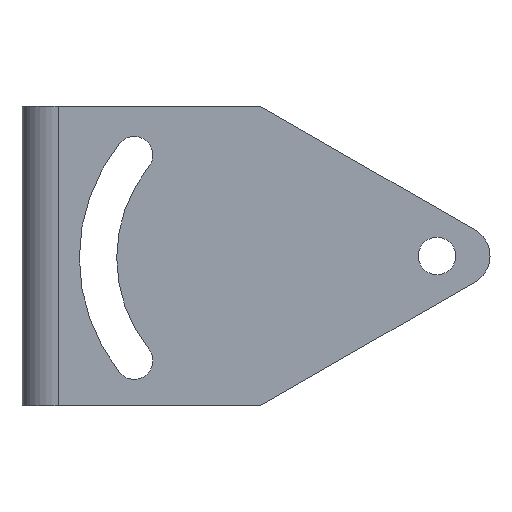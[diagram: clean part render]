
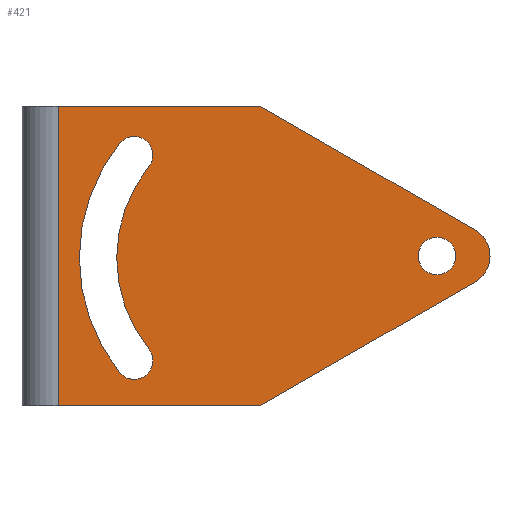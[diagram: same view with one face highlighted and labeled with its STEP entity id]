
A CAD part, left-side view. The second image highlights one B-rep face of the part: STEP entity #421.
In plain terms, the highlighted planar face has unit normal (-1, 0, 0).
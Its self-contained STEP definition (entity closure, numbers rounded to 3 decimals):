
#18=FACE_BOUND('',#80,.T.);
#19=FACE_BOUND('',#81,.T.);
#29=PLANE('',#486);
#52=FACE_OUTER_BOUND('',#79,.T.);
#79=EDGE_LOOP('',(#358,#359,#360,#361,#362,#363));
#80=EDGE_LOOP('',(#364,#365,#366,#367));
#81=EDGE_LOOP('',(#368));
#100=LINE('',#675,#136);
#103=LINE('',#680,#139);
#104=LINE('',#683,#140);
#121=LINE('',#733,#157);
#122=LINE('',#734,#158);
#136=VECTOR('',#547,10.);
#139=VECTOR('',#552,10.);
#140=VECTOR('',#555,10.);
#157=VECTOR('',#608,10.);
#158=VECTOR('',#609,10.);
#161=CIRCLE('',#449,2.5);
#163=CIRCLE('',#452,24.478);
#165=CIRCLE('',#455,2.5);
#167=CIRCLE('',#458,19.478);
#168=CIRCLE('',#460,2.5);
#171=CIRCLE('',#464,4.);
#184=VERTEX_POINT('',#628);
#185=VERTEX_POINT('',#630);
#187=VERTEX_POINT('',#636);
#189=VERTEX_POINT('',#642);
#190=VERTEX_POINT('',#649);
#194=VERTEX_POINT('',#658);
#195=VERTEX_POINT('',#660);
#200=VERTEX_POINT('',#674);
#201=VERTEX_POINT('',#678);
#202=VERTEX_POINT('',#682);
#217=VERTEX_POINT('',#729);
#220=EDGE_CURVE('',#185,#184,#161,.T.);
#223=EDGE_CURVE('',#187,#185,#163,.T.);
#226=EDGE_CURVE('',#189,#187,#165,.T.);
#229=EDGE_CURVE('',#184,#189,#167,.T.);
#230=EDGE_CURVE('',#190,#190,#168,.T.);
#235=EDGE_CURVE('',#194,#195,#171,.T.);
#242=EDGE_CURVE('',#200,#195,#100,.T.);
#245=EDGE_CURVE('',#194,#201,#103,.T.);
#246=EDGE_CURVE('',#200,#202,#104,.T.);
#272=EDGE_CURVE('',#217,#201,#121,.T.);
#273=EDGE_CURVE('',#202,#217,#122,.T.);
#358=ORIENTED_EDGE('',*,*,#235,.F.);
#359=ORIENTED_EDGE('',*,*,#245,.T.);
#360=ORIENTED_EDGE('',*,*,#272,.F.);
#361=ORIENTED_EDGE('',*,*,#273,.F.);
#362=ORIENTED_EDGE('',*,*,#246,.F.);
#363=ORIENTED_EDGE('',*,*,#242,.T.);
#364=ORIENTED_EDGE('',*,*,#220,.T.);
#365=ORIENTED_EDGE('',*,*,#229,.T.);
#366=ORIENTED_EDGE('',*,*,#226,.T.);
#367=ORIENTED_EDGE('',*,*,#223,.T.);
#368=ORIENTED_EDGE('',*,*,#230,.T.);
#421=ADVANCED_FACE('',(#52,#18,#19),#29,.F.);
#449=AXIS2_PLACEMENT_3D('',#631,#500,#501);
#452=AXIS2_PLACEMENT_3D('',#637,#507,#508);
#455=AXIS2_PLACEMENT_3D('',#643,#514,#515);
#458=AXIS2_PLACEMENT_3D('',#647,#521,#522);
#460=AXIS2_PLACEMENT_3D('',#650,#525,#526);
#464=AXIS2_PLACEMENT_3D('',#661,#535,#536);
#486=AXIS2_PLACEMENT_3D('',#732,#606,#607);
#500=DIRECTION('center_axis',(1.,0.,0.));
#501=DIRECTION('ref_axis',(0.,-0.78,-0.626));
#507=DIRECTION('center_axis',(1.,0.,0.));
#508=DIRECTION('ref_axis',(0.,0.78,0.626));
#514=DIRECTION('center_axis',(1.,0.,0.));
#515=DIRECTION('ref_axis',(0.,0.78,-0.626));
#521=DIRECTION('center_axis',(-1.,0.,0.));
#522=DIRECTION('ref_axis',(0.,-0.78,-0.626));
#525=DIRECTION('center_axis',(1.,0.,0.));
#526=DIRECTION('ref_axis',(0.,0.,-1.));
#535=DIRECTION('center_axis',(1.,0.,0.));
#536=DIRECTION('ref_axis',(0.,-1.,0.));
#547=DIRECTION('',(0.,-0.866,0.5));
#552=DIRECTION('',(0.,0.866,0.5));
#555=DIRECTION('',(0.,1.,0.));
#606=DIRECTION('center_axis',(1.,0.,0.));
#607=DIRECTION('ref_axis',(0.,0.,-1.));
#608=DIRECTION('',(0.,-1.,0.));
#609=DIRECTION('',(0.,0.,1.));
#628=CARTESIAN_POINT('',(0.,-16.95,31.936));
#630=CARTESIAN_POINT('',(0.,-13.05,35.064));
#631=CARTESIAN_POINT('Origin',(0.,-15.,33.5));
#636=CARTESIAN_POINT('',(0.,-13.05,4.436));
#637=CARTESIAN_POINT('Origin',(0.,-32.146,
19.75));
#642=CARTESIAN_POINT('',(0.,-16.95,7.564));
#643=CARTESIAN_POINT('Origin',(0.,-15.,6.));
#647=CARTESIAN_POINT('Origin',(0.,-32.146,
19.75));
#649=CARTESIAN_POINT('',(0.,-55.5,22.5));
#650=CARTESIAN_POINT('Origin',(0.,-55.5,20.));
#658=CARTESIAN_POINT('',(0.,-60.6,23.464));
#660=CARTESIAN_POINT('',(0.,-60.6,16.536));
#661=CARTESIAN_POINT('Origin',(0.,-58.6,20.));
#674=CARTESIAN_POINT('',(0.,-31.959,0.));
#675=CARTESIAN_POINT('',(0.,-26.565,-3.114));
#678=CARTESIAN_POINT('',(0.,-31.959,40.));
#680=CARTESIAN_POINT('',(0.,-43.886,33.114));
#682=CARTESIAN_POINT('',(0.,-4.84,0.));
#683=CARTESIAN_POINT('',(0.,0.634,0.));
#729=CARTESIAN_POINT('',(0.,-4.84,40.));
#732=CARTESIAN_POINT('Origin',(0.,-6.028,
20.));
#733=CARTESIAN_POINT('',(0.,-66.6,40.));
#734=CARTESIAN_POINT('',(0.,-4.84,20.));
